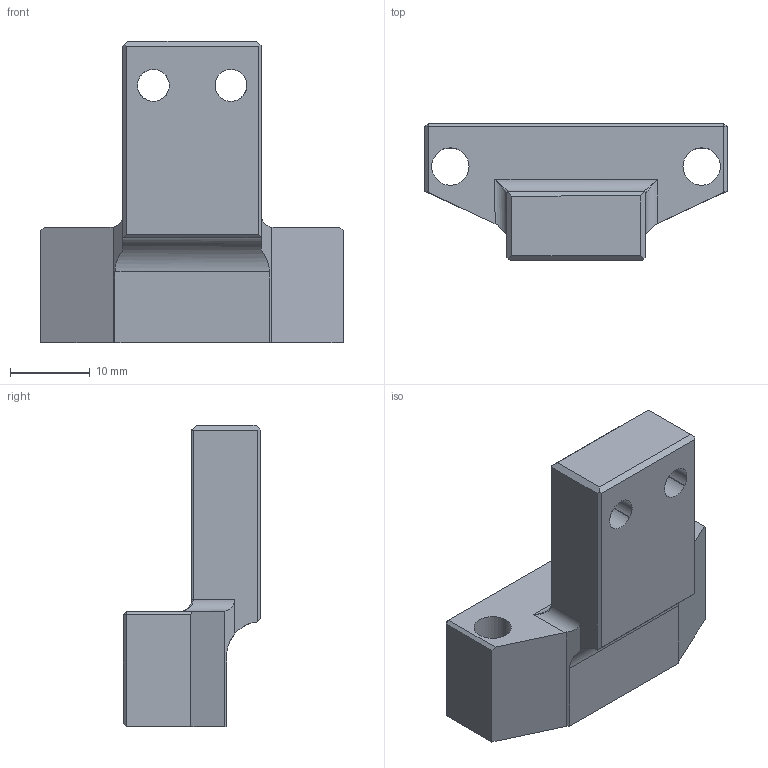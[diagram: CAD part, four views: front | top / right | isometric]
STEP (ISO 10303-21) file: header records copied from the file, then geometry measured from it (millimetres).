
FILE_DESCRIPTION (( 'STEP AP203' ), '1' );
FILE_NAME ('idm盓殤.STEP', '2023-09-21T03:08:53', ( '' ), ( '' ), 'SwSTEP 2.0', 'SolidWorks 2022', '' );
FILE_SCHEMA (( 'CONFIG_CONTROL_DESIGN' ));
Length unit declared in the file: millimetre
Products named in the file (1): idm支架
Bounding box: 38 x 17.3 x 37.9 mm (x, y, z)
Volume: 9518.4 mm3; surface area: 4078.5 mm2
Topology: 1 solids, 1 shells, 73 faces, 196 edges, 123 vertices
Faces by surface type: plane 45, cylinder 21, cone 4, bspline 3
Entity records: 2595 total; most frequent: CARTESIAN_POINT 779, ORIENTED_EDGE 388, DIRECTION 323, EDGE_CURVE 194, LINE 137, VECTOR 137, VERTEX_POINT 123, AXIS2_PLACEMENT_3D 93
